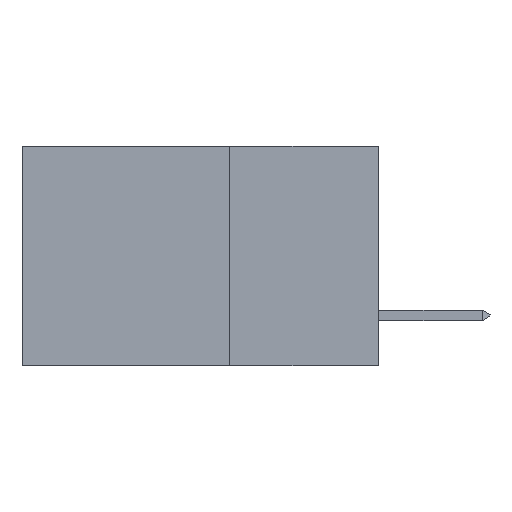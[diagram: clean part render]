
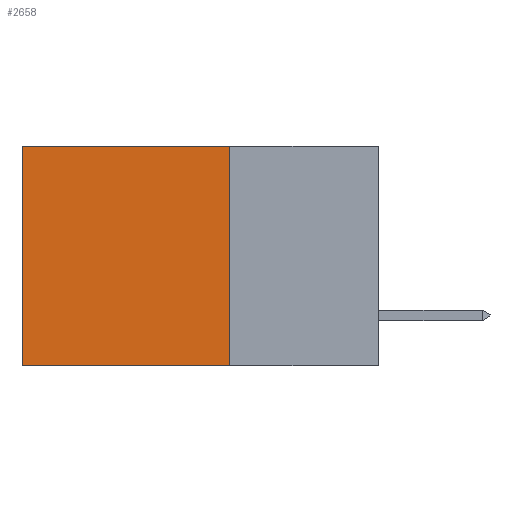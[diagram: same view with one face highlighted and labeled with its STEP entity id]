
A CAD part, left-side view. The second image highlights one B-rep face of the part: STEP entity #2658.
In plain terms, the highlighted planar face has unit normal (-1, 0, 0).
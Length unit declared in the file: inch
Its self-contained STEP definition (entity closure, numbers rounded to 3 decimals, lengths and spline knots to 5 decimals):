
#12 = CARTESIAN_POINT ( 'NONE',  ( 0.298, 0.6, -0.37 ) ) ;
#120 = CARTESIAN_POINT ( 'NONE',  ( 0.298, 0.25, 0. ) ) ;
#295 = EDGE_CURVE ( 'NONE', #1967, #2792, #8407, .T. ) ;
#405 = VERTEX_POINT ( 'NONE', #7262 ) ;
#687 = DIRECTION ( 'NONE',  ( 1., 0., 0. ) ) ;
#731 = LINE ( 'NONE', #5627, #5035 ) ;
#1134 = DIRECTION ( 'NONE',  ( 0., 0., -1. ) ) ;
#1630 = CARTESIAN_POINT ( 'NONE',  ( 0.298, 0.25, -0.37 ) ) ;
#1717 = ORIENTED_EDGE ( 'NONE', *, *, #4153, .F. ) ;
#1947 = VECTOR ( 'NONE', #1134, 39.37008 ) ;
#1967 = VERTEX_POINT ( 'NONE', #8014 ) ;
#2490 = VECTOR ( 'NONE', #4290, 39.37008 ) ;
#2658 = ADVANCED_FACE ( 'NONE', ( #4491 ), #8377, .F. ) ;
#2792 = VERTEX_POINT ( 'NONE', #12 ) ;
#3052 = VERTEX_POINT ( 'NONE', #6805 ) ;
#4153 = EDGE_CURVE ( 'NONE', #3052, #2792, #5324, .T. ) ;
#4290 = DIRECTION ( 'NONE',  ( 0., 1., 0. ) ) ;
#4491 = FACE_OUTER_BOUND ( 'NONE', #8209, .T. ) ;
#4784 = AXIS2_PLACEMENT_3D ( 'NONE', #9261, #687, #4932 ) ;
#4932 = DIRECTION ( 'NONE',  ( 0., 0., -1. ) ) ;
#5035 = VECTOR ( 'NONE', #8907, 39.37008 ) ;
#5040 = ORIENTED_EDGE ( 'NONE', *, *, #6186, .F. ) ;
#5324 = LINE ( 'NONE', #1630, #2490 ) ;
#5627 = CARTESIAN_POINT ( 'NONE',  ( 0.298, 0.25, 0. ) ) ;
#5782 = EDGE_CURVE ( 'NONE', #405, #1967, #731, .T. ) ;
#6086 = VECTOR ( 'NONE', #7106, 39.37008 ) ;
#6186 = EDGE_CURVE ( 'NONE', #405, #3052, #8224, .T. ) ;
#6772 = ORIENTED_EDGE ( 'NONE', *, *, #295, .T. ) ;
#6805 = CARTESIAN_POINT ( 'NONE',  ( 0.298, 0.25, -0.37 ) ) ;
#7106 = DIRECTION ( 'NONE',  ( 0., 0., -1. ) ) ;
#7262 = CARTESIAN_POINT ( 'NONE',  ( 0.298, 0.25, 0. ) ) ;
#8014 = CARTESIAN_POINT ( 'NONE',  ( 0.298, 0.6, 0. ) ) ;
#8209 = EDGE_LOOP ( 'NONE', ( #6772, #1717, #5040, #8593 ) ) ;
#8224 = LINE ( 'NONE', #120, #6086 ) ;
#8377 = PLANE ( 'NONE',  #4784 ) ;
#8407 = LINE ( 'NONE', #9701, #1947 ) ;
#8593 = ORIENTED_EDGE ( 'NONE', *, *, #5782, .T. ) ;
#8907 = DIRECTION ( 'NONE',  ( 0., 1., 0. ) ) ;
#9261 = CARTESIAN_POINT ( 'NONE',  ( 0.298, 0.25, 0. ) ) ;
#9701 = CARTESIAN_POINT ( 'NONE',  ( 0.298, 0.6, 0. ) ) ;
